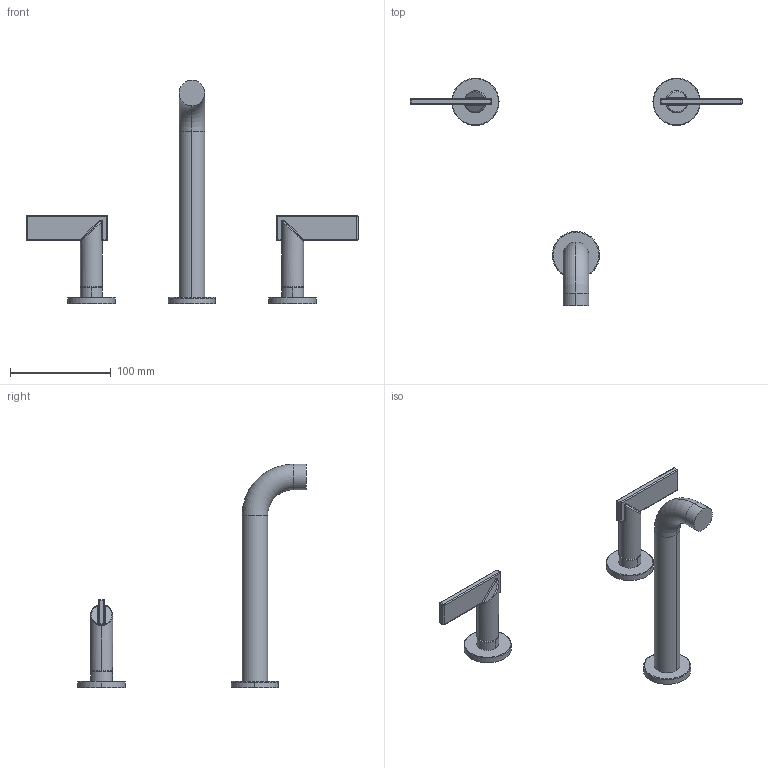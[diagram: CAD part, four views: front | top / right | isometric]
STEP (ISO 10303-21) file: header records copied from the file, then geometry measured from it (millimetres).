
FILE_DESCRIPTION((''),'2;1');
FILE_NAME('3-2485_SW0001','2020-12-01T16:31:13',('rsmith'),(''),'CREO PARAMETRIC BY PTC INC, 2018400','CREO PARAMETRIC BY PTC INC, 2018400','');
FILE_SCHEMA(('AUTOMOTIVE_DESIGN { 1 0 10303 214 1 1 1 1 }'));
Length unit declared in the file: inch
Products named in the file (1): 3-2485_SW0001
Bounding box: 330.07 x 226.69 x 222.25 mm (x, y, z)
Volume: 224594.2 mm3; surface area: 50427.3 mm2
Topology: 3 solids, 3 shells, 139 faces, 296 edges, 170 vertices
Faces by surface type: cylinder 58, plane 29, bspline 24, sphere 16, torus 12
Entity records: 6728 total; most frequent: CARTESIAN_POINT 2200, DIRECTION 616, ORIENTED_EDGE 592, PRESENTATION_STYLE_ASSIGNMENT 375, STYLED_ITEM 301, CURVE_STYLE 296, EDGE_CURVE 296, AXIS2_PLACEMENT_3D 259
